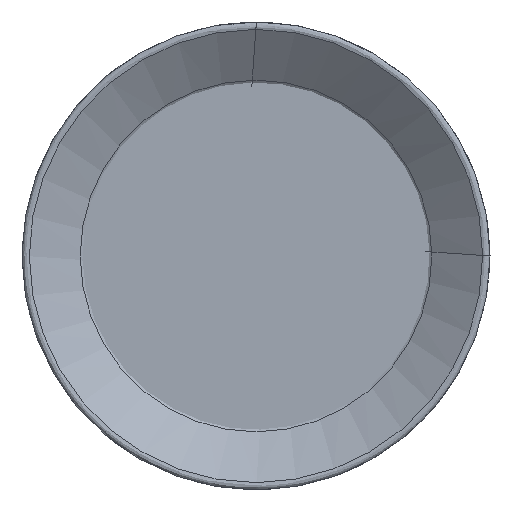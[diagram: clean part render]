
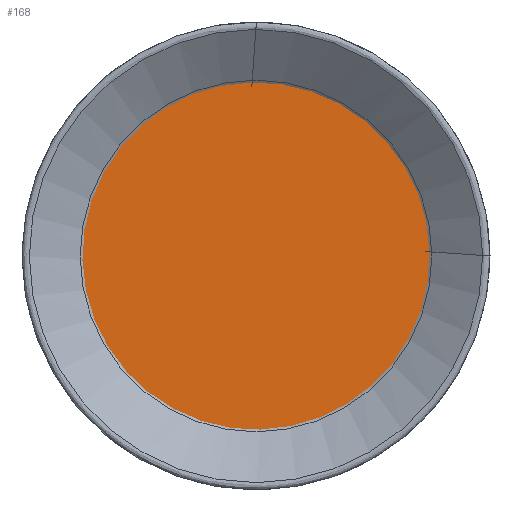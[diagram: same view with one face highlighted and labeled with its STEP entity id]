
A CAD part, left-side view. The second image highlights one B-rep face of the part: STEP entity #168.
In plain terms, the highlighted planar face has unit normal (-1, 0, 0).
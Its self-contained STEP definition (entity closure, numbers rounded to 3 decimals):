
#168=ADVANCED_FACE('',(#189),#187,.F.);
#187=PLANE('',#544);
#189=FACE_OUTER_BOUND('',#247,.T.);
#247=EDGE_LOOP('',(#305));
#305=ORIENTED_EDGE('',*,*,#427,.T.);
#390=VERTEX_POINT('',#775);
#427=EDGE_CURVE('',#390,#390,#480,.T.);
#480=CIRCLE('',#542,15.027);
#542=AXIS2_PLACEMENT_3D('',#774,#651,#652);
#544=AXIS2_PLACEMENT_3D('',#777,#655,#656);
#651=DIRECTION('',(-1.,0.,0.));
#652=DIRECTION('',(0.,0.,1.));
#655=DIRECTION('',(1.,0.,0.));
#656=DIRECTION('',(0.,0.,-1.));
#774=CARTESIAN_POINT('',(3.6,0.,0.));
#775=CARTESIAN_POINT('',(3.6,0.,15.027));
#777=CARTESIAN_POINT('',(3.6,15.027,0.));
